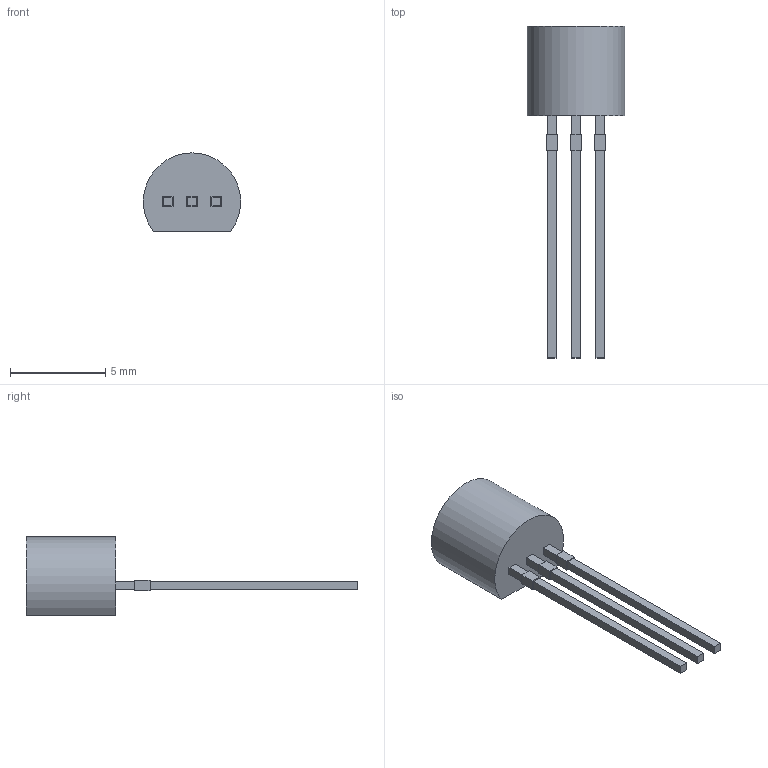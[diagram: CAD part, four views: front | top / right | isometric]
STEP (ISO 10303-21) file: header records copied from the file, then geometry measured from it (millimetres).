
FILE_DESCRIPTION (( 'STEP AP214' ), '1' );
FILE_NAME ('2SC1815GRTE2FT.STEP', '2021-04-30T08:59:08', ( '' ), ( '' ), 'SwSTEP 2.0', 'SolidWorks 2018', '' );
FILE_SCHEMA (( 'AUTOMOTIVE_DESIGN' ));
Length unit declared in the file: millimetre
Products named in the file (2): 2SC1815GRTE2FT
Bounding box: 5.1 x 17.4 x 4.1 mm (x, y, z)
Volume: 90.7 mm3; surface area: 177.7 mm2
Topology: 1 solids, 1 shells, 49 faces, 114 edges, 76 vertices
Faces by surface type: plane 48, cylinder 1
Entity records: 1419 total; most frequent: CARTESIAN_POINT 241, ORIENTED_EDGE 228, DIRECTION 218, EDGE_CURVE 114, LINE 112, VECTOR 112, VERTEX_POINT 76, EDGE_LOOP 58
